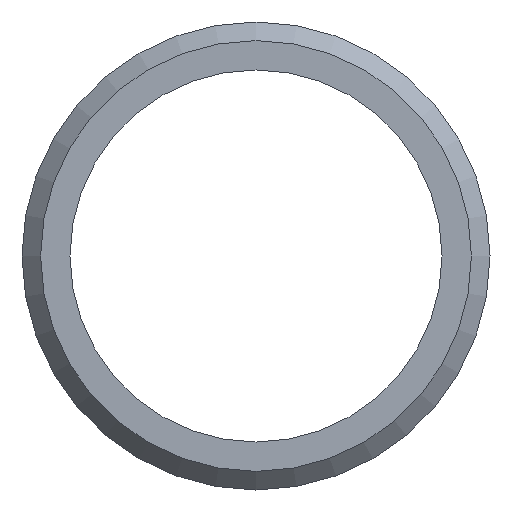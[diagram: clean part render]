
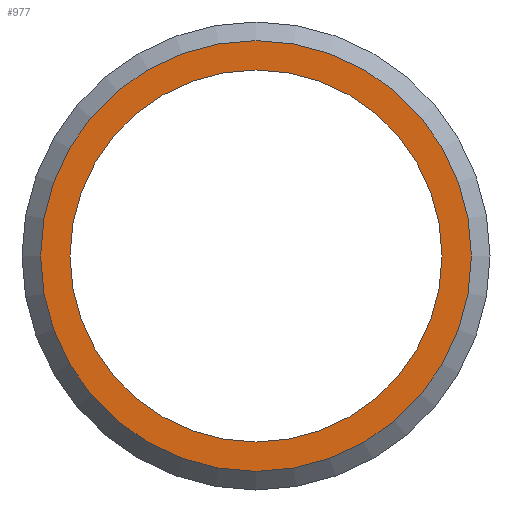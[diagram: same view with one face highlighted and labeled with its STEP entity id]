
A CAD part, left-side view. The second image highlights one B-rep face of the part: STEP entity #977.
In plain terms, the highlighted planar face has unit normal (-1, 0, 0).
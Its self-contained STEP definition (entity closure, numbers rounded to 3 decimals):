
#28=FACE_BOUND('',#176,.T.);
#43=PLANE('',#1151);
#111=FACE_OUTER_BOUND('',#175,.T.);
#175=EDGE_LOOP('',(#857,#858));
#176=EDGE_LOOP('',(#859));
#245=CIRCLE('',#1001,19.);
#269=CIRCLE('',#1033,22.);
#270=CIRCLE('',#1034,22.);
#349=VERTEX_POINT('',#1501);
#371=VERTEX_POINT('',#1560);
#372=VERTEX_POINT('',#1561);
#452=EDGE_CURVE('',#349,#349,#245,.T.);
#480=EDGE_CURVE('',#371,#372,#269,.T.);
#481=EDGE_CURVE('',#372,#371,#270,.T.);
#857=ORIENTED_EDGE('',*,*,#480,.T.);
#858=ORIENTED_EDGE('',*,*,#481,.T.);
#859=ORIENTED_EDGE('',*,*,#452,.T.);
#977=ADVANCED_FACE('',(#111,#28),#43,.T.);
#1001=AXIS2_PLACEMENT_3D('',#1503,#1161,#1162);
#1033=AXIS2_PLACEMENT_3D('',#1562,#1229,#1230);
#1034=AXIS2_PLACEMENT_3D('',#1563,#1231,#1232);
#1151=AXIS2_PLACEMENT_3D('',#1784,#1493,#1494);
#1161=DIRECTION('center_axis',(1.,0.,0.));
#1162=DIRECTION('ref_axis',(0.,0.,-1.));
#1229=DIRECTION('center_axis',(-1.,0.,0.));
#1230=DIRECTION('ref_axis',(0.,0.,1.));
#1231=DIRECTION('center_axis',(-1.,0.,0.));
#1232=DIRECTION('ref_axis',(0.,0.,1.));
#1493=DIRECTION('center_axis',(-1.,0.,0.));
#1494=DIRECTION('ref_axis',(0.,0.,1.));
#1501=CARTESIAN_POINT('',(0.,0.,19.));
#1503=CARTESIAN_POINT('Origin',(0.,0.,0.));
#1560=CARTESIAN_POINT('',(0.,0.,22.));
#1561=CARTESIAN_POINT('',(0.,0.,-22.));
#1562=CARTESIAN_POINT('Origin',(0.,0.,0.));
#1563=CARTESIAN_POINT('Origin',(0.,0.,0.));
#1784=CARTESIAN_POINT('Origin',(0.,0.,0.));
